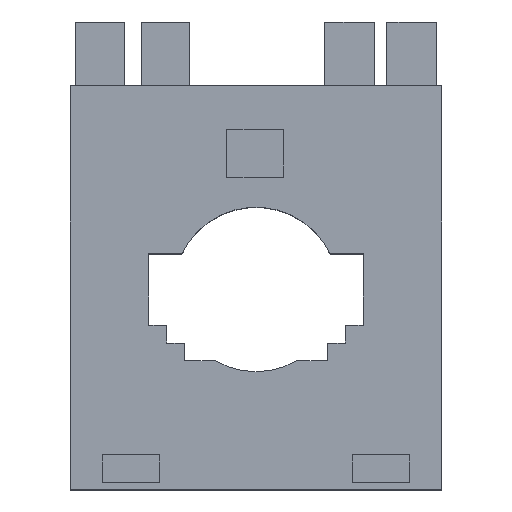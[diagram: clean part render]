
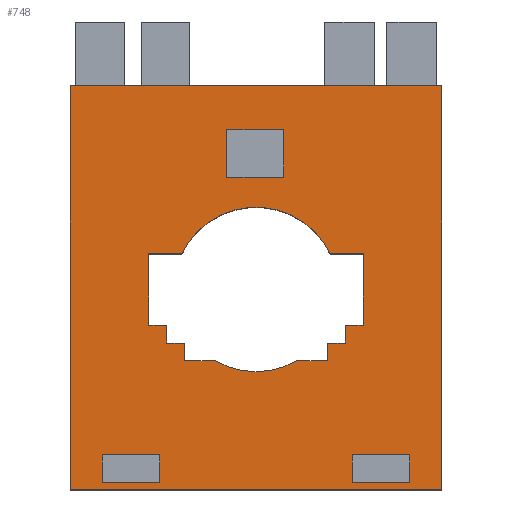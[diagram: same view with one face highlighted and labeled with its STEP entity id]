
A CAD part, top view. The second image highlights one B-rep face of the part: STEP entity #748.
In plain terms, the highlighted planar face has unit normal (0, 0, 1).
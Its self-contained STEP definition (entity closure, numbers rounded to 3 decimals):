
#132=CARTESIAN_POINT('',(-5.679,18.,13.75));
#133=VERTEX_POINT('',#132);
#148=CARTESIAN_POINT('',(-10.,18.,13.75));
#149=VERTEX_POINT('',#148);
#156=CARTESIAN_POINT('',(-5.679,18.,13.75));
#157=DIRECTION('',(-1.0,0.0,0.0));
#158=VECTOR('',#157,4.321);
#159=LINE('',#156,#158);
#160=EDGE_CURVE('',#133,#149,#159,.T.);
#170=CARTESIAN_POINT('',(5.679,18.,13.75));
#171=VERTEX_POINT('',#170);
#180=CARTESIAN_POINT('',(10.,18.,13.75));
#181=VERTEX_POINT('',#180);
#182=CARTESIAN_POINT('',(10.,18.,13.75));
#183=DIRECTION('',(-1.0,0.0,0.0));
#184=VECTOR('',#183,4.321);
#185=LINE('',#182,#184);
#186=EDGE_CURVE('',#181,#171,#185,.T.);
#210=CARTESIAN_POINT('',(-10.356,33.,13.75));
#211=VERTEX_POINT('',#210);
#220=CARTESIAN_POINT('',(-15.,33.0,13.75));
#221=VERTEX_POINT('',#220);
#222=CARTESIAN_POINT('',(-15.,33.,13.75));
#223=DIRECTION('',(1.0,0.0,0.0));
#224=VECTOR('',#223,4.644);
#225=LINE('',#222,#224);
#226=EDGE_CURVE('',#221,#211,#225,.T.);
#252=CARTESIAN_POINT('',(12.5,23.0,13.75));
#253=VERTEX_POINT('',#252);
#260=CARTESIAN_POINT('',(15.,23.0,13.75));
#261=VERTEX_POINT('',#260);
#262=CARTESIAN_POINT('',(15.,23.0,13.75));
#263=DIRECTION('',(-1.0,0.0,0.0));
#264=VECTOR('',#263,2.5);
#265=LINE('',#262,#264);
#266=EDGE_CURVE('',#261,#253,#265,.T.);
#290=CARTESIAN_POINT('',(-12.5,23.0,13.75));
#291=VERTEX_POINT('',#290);
#308=CARTESIAN_POINT('',(-15.,23.0,13.75));
#309=VERTEX_POINT('',#308);
#316=CARTESIAN_POINT('',(-12.5,23.0,13.75));
#317=DIRECTION('',(-1.0,0.0,0.0));
#318=VECTOR('',#317,2.5);
#319=LINE('',#316,#318);
#320=EDGE_CURVE('',#291,#309,#319,.T.);
#330=CARTESIAN_POINT('',(-15.,23.0,13.75));
#331=DIRECTION('',(0.0,1.0,0.0));
#332=VECTOR('',#331,10.0);
#333=LINE('',#330,#332);
#334=EDGE_CURVE('',#309,#221,#333,.T.);
#352=CARTESIAN_POINT('',(15.,33.,13.75));
#353=VERTEX_POINT('',#352);
#354=CARTESIAN_POINT('',(15.,33.,13.75));
#355=DIRECTION('',(0.0,-1.0,0.0));
#356=VECTOR('',#355,10.);
#357=LINE('',#354,#356);
#358=EDGE_CURVE('',#353,#261,#357,.T.);
#384=CARTESIAN_POINT('',(-12.5,20.5,13.75));
#385=VERTEX_POINT('',#384);
#386=CARTESIAN_POINT('',(-12.5,20.5,13.75));
#387=DIRECTION('',(0.0,1.0,0.0));
#388=VECTOR('',#387,2.5);
#389=LINE('',#386,#388);
#390=EDGE_CURVE('',#385,#291,#389,.T.);
#423=CARTESIAN_POINT('',(12.5,20.5,13.75));
#424=VERTEX_POINT('',#423);
#431=CARTESIAN_POINT('',(12.5,23.0,13.75));
#432=DIRECTION('',(0.0,-1.0,0.0));
#433=VECTOR('',#432,2.5);
#434=LINE('',#431,#433);
#435=EDGE_CURVE('',#253,#424,#434,.T.);
#447=CARTESIAN_POINT('',(10.,20.5,13.75));
#448=VERTEX_POINT('',#447);
#455=CARTESIAN_POINT('',(12.5,20.5,13.75));
#456=DIRECTION('',(-1.0,0.0,0.0));
#457=VECTOR('',#456,2.5);
#458=LINE('',#455,#457);
#459=EDGE_CURVE('',#424,#448,#458,.T.);
#476=CARTESIAN_POINT('',(-10.,20.5,13.75));
#477=VERTEX_POINT('',#476);
#493=CARTESIAN_POINT('',(-10.,20.5,13.75));
#494=DIRECTION('',(-1.0,0.0,0.0));
#495=VECTOR('',#494,2.5);
#496=LINE('',#493,#495);
#497=EDGE_CURVE('',#477,#385,#496,.T.);
#508=CARTESIAN_POINT('',(-10.,18.,13.75));
#509=DIRECTION('',(0.0,1.0,0.0));
#510=VECTOR('',#509,2.5);
#511=LINE('',#508,#510);
#512=EDGE_CURVE('',#149,#477,#511,.T.);
#537=CARTESIAN_POINT('',(10.,20.5,13.75));
#538=DIRECTION('',(0.0,-1.0,0.0));
#539=VECTOR('',#538,2.5);
#540=LINE('',#537,#539);
#541=EDGE_CURVE('',#448,#181,#540,.T.);
#553=CARTESIAN_POINT('',(10.356,33.,13.75));
#554=VERTEX_POINT('',#553);
#568=CARTESIAN_POINT('',(10.356,33.,13.75));
#569=DIRECTION('',(1.0,0.0,0.0));
#570=VECTOR('',#569,4.644);
#571=LINE('',#568,#570);
#572=EDGE_CURVE('',#554,#353,#571,.T.);
#577=CARTESIAN_POINT('',(0.,28.25,13.75));
#578=DIRECTION('',(0.0,0.0,1.0));
#579=DIRECTION('',(1.0,0.0,0.0));
#580=AXIS2_PLACEMENT_3D('',#577,#578,#579);
#581=PLANE('',#580);
#582=CARTESIAN_POINT('',(26.,56.5,13.75));
#583=VERTEX_POINT('',#582);
#584=CARTESIAN_POINT('',(26.,0.0,13.75));
#585=VERTEX_POINT('',#584);
#586=CARTESIAN_POINT('',(26.,56.5,13.75));
#587=DIRECTION('',(0.0,-1.0,0.0));
#588=VECTOR('',#587,56.5);
#589=LINE('',#586,#588);
#590=EDGE_CURVE('',#583,#585,#589,.T.);
#591=ORIENTED_EDGE('',*,*,#590,.F.);
#592=CARTESIAN_POINT('',(-26.,56.5,13.75));
#593=VERTEX_POINT('',#592);
#594=CARTESIAN_POINT('',(-26.,56.5,13.75));
#595=DIRECTION('',(1.0,0.0,0.0));
#596=VECTOR('',#595,52.);
#597=LINE('',#594,#596);
#598=EDGE_CURVE('',#593,#583,#597,.T.);
#599=ORIENTED_EDGE('',*,*,#598,.F.);
#600=CARTESIAN_POINT('',(-26.,0.0,13.75));
#601=VERTEX_POINT('',#600);
#602=CARTESIAN_POINT('',(-26.,0.0,13.75));
#603=DIRECTION('',(0.0,1.0,0.0));
#604=VECTOR('',#603,56.5);
#605=LINE('',#602,#604);
#606=EDGE_CURVE('',#601,#593,#605,.T.);
#607=ORIENTED_EDGE('',*,*,#606,.F.);
#608=CARTESIAN_POINT('',(26.,0.0,13.75));
#609=DIRECTION('',(-1.0,0.0,0.0));
#610=VECTOR('',#609,52.);
#611=LINE('',#608,#610);
#612=EDGE_CURVE('',#585,#601,#611,.T.);
#613=ORIENTED_EDGE('',*,*,#612,.F.);
#614=EDGE_LOOP('',(#591,#599,#607,#613));
#615=FACE_OUTER_BOUND('',#614,.T.);
#616=CARTESIAN_POINT('',(-21.498,1.007,13.75));
#617=VERTEX_POINT('',#616);
#618=CARTESIAN_POINT('',(-21.498,4.868,13.75));
#619=VERTEX_POINT('',#618);
#620=CARTESIAN_POINT('',(-21.498,1.007,13.75));
#621=DIRECTION('',(0.0,1.0,0.0));
#622=VECTOR('',#621,3.861);
#623=LINE('',#620,#622);
#624=EDGE_CURVE('',#617,#619,#623,.T.);
#625=ORIENTED_EDGE('',*,*,#624,.T.);
#626=CARTESIAN_POINT('',(-13.444,4.868,13.75));
#627=VERTEX_POINT('',#626);
#628=CARTESIAN_POINT('',(-21.498,4.868,13.75));
#629=DIRECTION('',(1.0,0.0,0.0));
#630=VECTOR('',#629,8.055);
#631=LINE('',#628,#630);
#632=EDGE_CURVE('',#619,#627,#631,.T.);
#633=ORIENTED_EDGE('',*,*,#632,.T.);
#634=CARTESIAN_POINT('',(-13.444,1.007,13.75));
#635=VERTEX_POINT('',#634);
#636=CARTESIAN_POINT('',(-13.444,4.868,13.75));
#637=DIRECTION('',(0.0,-1.0,0.0));
#638=VECTOR('',#637,3.861);
#639=LINE('',#636,#638);
#640=EDGE_CURVE('',#627,#635,#639,.T.);
#641=ORIENTED_EDGE('',*,*,#640,.T.);
#642=CARTESIAN_POINT('',(-13.444,1.007,13.75));
#643=DIRECTION('',(-1.0,0.0,0.0));
#644=VECTOR('',#643,8.055);
#645=LINE('',#642,#644);
#646=EDGE_CURVE('',#635,#617,#645,.T.);
#647=ORIENTED_EDGE('',*,*,#646,.T.);
#648=EDGE_LOOP('',(#625,#633,#641,#647));
#649=FACE_BOUND('',#648,.T.);
#650=CARTESIAN_POINT('',(13.445,4.868,13.75));
#651=VERTEX_POINT('',#650);
#652=CARTESIAN_POINT('',(21.5,4.868,13.75));
#653=VERTEX_POINT('',#652);
#654=CARTESIAN_POINT('',(13.445,4.868,13.75));
#655=DIRECTION('',(1.0,0.0,0.0));
#656=VECTOR('',#655,8.055);
#657=LINE('',#654,#656);
#658=EDGE_CURVE('',#651,#653,#657,.T.);
#659=ORIENTED_EDGE('',*,*,#658,.T.);
#660=CARTESIAN_POINT('',(21.5,1.007,13.75));
#661=VERTEX_POINT('',#660);
#662=CARTESIAN_POINT('',(21.5,4.868,13.75));
#663=DIRECTION('',(0.0,-1.0,0.0));
#664=VECTOR('',#663,3.861);
#665=LINE('',#662,#664);
#666=EDGE_CURVE('',#653,#661,#665,.T.);
#667=ORIENTED_EDGE('',*,*,#666,.T.);
#668=CARTESIAN_POINT('',(13.445,1.007,13.75));
#669=VERTEX_POINT('',#668);
#670=CARTESIAN_POINT('',(21.5,1.007,13.75));
#671=DIRECTION('',(-1.0,0.0,0.0));
#672=VECTOR('',#671,8.055);
#673=LINE('',#670,#672);
#674=EDGE_CURVE('',#661,#669,#673,.T.);
#675=ORIENTED_EDGE('',*,*,#674,.T.);
#676=CARTESIAN_POINT('',(13.445,1.007,13.75));
#677=DIRECTION('',(0.0,1.0,0.0));
#678=VECTOR('',#677,3.861);
#679=LINE('',#676,#678);
#680=EDGE_CURVE('',#669,#651,#679,.T.);
#681=ORIENTED_EDGE('',*,*,#680,.T.);
#682=EDGE_LOOP('',(#659,#667,#675,#681));
#683=FACE_BOUND('',#682,.T.);
#684=CARTESIAN_POINT('',(3.85,43.691,13.75));
#685=VERTEX_POINT('',#684);
#686=CARTESIAN_POINT('',(-4.086,43.691,13.75));
#687=VERTEX_POINT('',#686);
#688=CARTESIAN_POINT('',(3.85,43.691,13.75));
#689=DIRECTION('',(-1.0,0.0,0.0));
#690=VECTOR('',#689,7.936);
#691=LINE('',#688,#690);
#692=EDGE_CURVE('',#685,#687,#691,.T.);
#693=ORIENTED_EDGE('',*,*,#692,.T.);
#694=CARTESIAN_POINT('',(-4.086,50.339,13.75));
#695=VERTEX_POINT('',#694);
#696=CARTESIAN_POINT('',(-4.086,43.691,13.75));
#697=DIRECTION('',(0.0,1.0,0.0));
#698=VECTOR('',#697,6.648);
#699=LINE('',#696,#698);
#700=EDGE_CURVE('',#687,#695,#699,.T.);
#701=ORIENTED_EDGE('',*,*,#700,.T.);
#702=CARTESIAN_POINT('',(3.85,50.339,13.75));
#703=VERTEX_POINT('',#702);
#704=CARTESIAN_POINT('',(-4.086,50.339,13.75));
#705=DIRECTION('',(1.0,0.0,0.0));
#706=VECTOR('',#705,7.936);
#707=LINE('',#704,#706);
#708=EDGE_CURVE('',#695,#703,#707,.T.);
#709=ORIENTED_EDGE('',*,*,#708,.T.);
#710=CARTESIAN_POINT('',(3.85,50.339,13.75));
#711=DIRECTION('',(0.0,-1.0,0.0));
#712=VECTOR('',#711,6.648);
#713=LINE('',#710,#712);
#714=EDGE_CURVE('',#703,#685,#713,.T.);
#715=ORIENTED_EDGE('',*,*,#714,.T.);
#716=EDGE_LOOP('',(#693,#701,#709,#715));
#717=FACE_BOUND('',#716,.T.);
#718=ORIENTED_EDGE('',*,*,#572,.T.);
#719=ORIENTED_EDGE('',*,*,#358,.T.);
#720=ORIENTED_EDGE('',*,*,#266,.T.);
#721=ORIENTED_EDGE('',*,*,#435,.T.);
#722=ORIENTED_EDGE('',*,*,#459,.T.);
#723=ORIENTED_EDGE('',*,*,#541,.T.);
#724=ORIENTED_EDGE('',*,*,#186,.T.);
#725=CARTESIAN_POINT('',(0.,28.0,13.75));
#726=DIRECTION('',(0.0,0.0,-1.0));
#727=DIRECTION('',(0.0,1.0,0.0));
#728=AXIS2_PLACEMENT_3D('',#725,#726,#727);
#729=CIRCLE('',#728,11.5);
#730=EDGE_CURVE('',#171,#133,#729,.T.);
#731=ORIENTED_EDGE('',*,*,#730,.T.);
#732=ORIENTED_EDGE('',*,*,#160,.T.);
#733=ORIENTED_EDGE('',*,*,#512,.T.);
#734=ORIENTED_EDGE('',*,*,#497,.T.);
#735=ORIENTED_EDGE('',*,*,#390,.T.);
#736=ORIENTED_EDGE('',*,*,#320,.T.);
#737=ORIENTED_EDGE('',*,*,#334,.T.);
#738=ORIENTED_EDGE('',*,*,#226,.T.);
#739=CARTESIAN_POINT('',(0.,28.0,13.75));
#740=DIRECTION('',(0.0,0.0,-1.0));
#741=DIRECTION('',(0.0,1.0,0.0));
#742=AXIS2_PLACEMENT_3D('',#739,#740,#741);
#743=CIRCLE('',#742,11.5);
#744=EDGE_CURVE('',#211,#554,#743,.T.);
#745=ORIENTED_EDGE('',*,*,#744,.T.);
#746=EDGE_LOOP('',(#718,#719,#720,#721,#722,#723,#724,#731,#732,#733,#734,#735,#736,#737,#738,#745));
#747=FACE_BOUND('',#746,.T.);
#748=ADVANCED_FACE('',(#615,#649,#683,#717,#747),#581,.T.);
